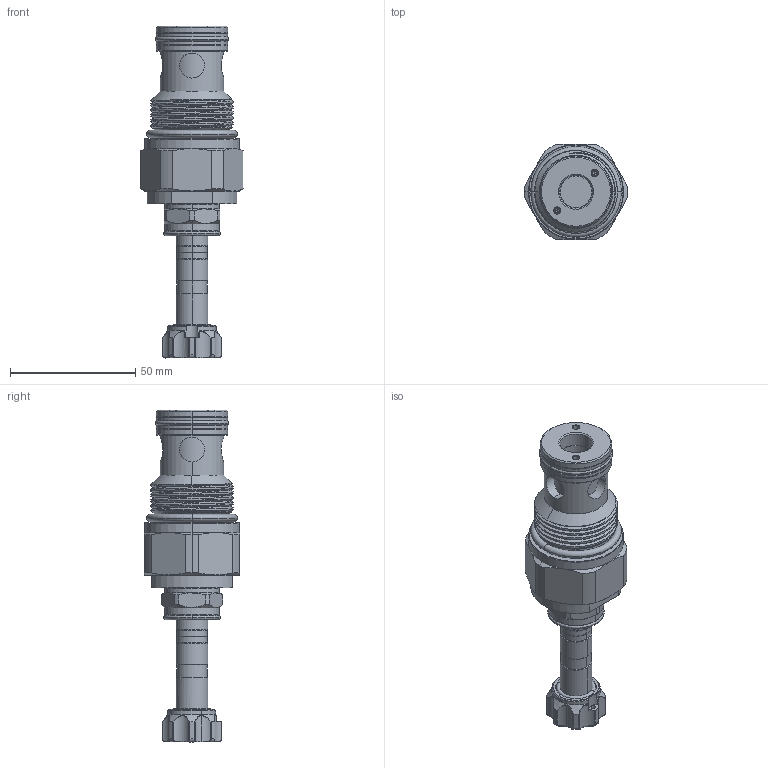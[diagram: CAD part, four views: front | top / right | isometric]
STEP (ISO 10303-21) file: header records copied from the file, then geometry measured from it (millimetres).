
FILE_DESCRIPTION (( 'STEP AP203' ), '1' );
FILE_NAME ('EP16W2A02N95.STEP', '2021-06-02T03:47:12', ( '' ), ( '' ), 'SwSTEP 2.0', 'SolidWorks 2018', '' );
FILE_SCHEMA (( 'CONFIG_CONTROL_DESIGN' ));
Length unit declared in the file: millimetre
Products named in the file (1): EP16W2A02N95
Bounding box: 41.1 x 38 x 132.75 mm (x, y, z)
Volume: 71409.3 mm3; surface area: 18495.2 mm2
Topology: 6 solids, 6 shells, 344 faces, 811 edges, 483 vertices
Faces by surface type: cylinder 149, cone 65, torus 55, plane 38, bspline 37
Entity records: 14109 total; most frequent: CARTESIAN_POINT 6470, ORIENTED_EDGE 1606, DIRECTION 1587, EDGE_CURVE 803, AXIS2_PLACEMENT_3D 685, VERTEX_POINT 483, CIRCLE 377, EDGE_LOOP 368
